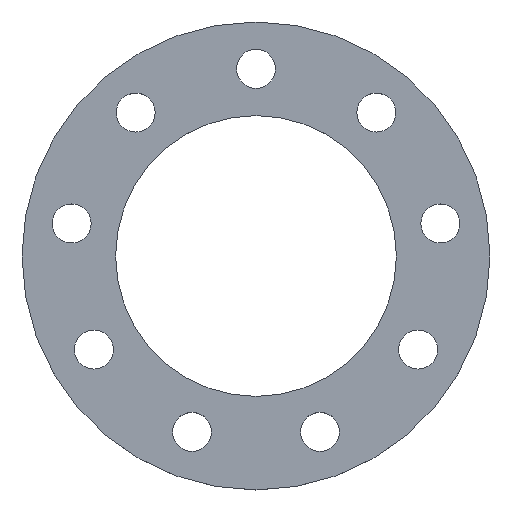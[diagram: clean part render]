
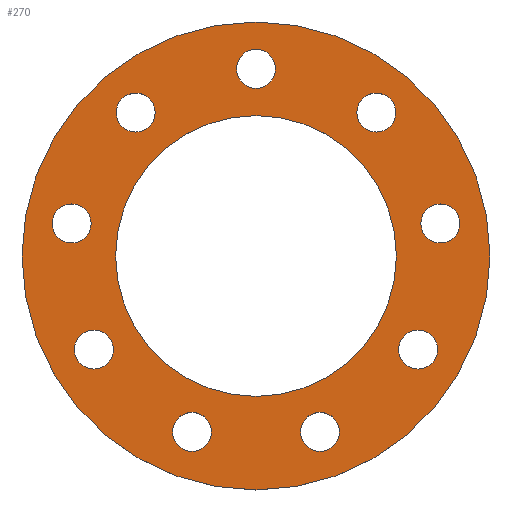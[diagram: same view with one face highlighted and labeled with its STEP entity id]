
A CAD part, top view. The second image highlights one B-rep face of the part: STEP entity #270.
In plain terms, the highlighted planar face has unit normal (0, 0, 1).
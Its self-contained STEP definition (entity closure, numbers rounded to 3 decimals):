
#15=FACE_BOUND('',#62,.T.);
#16=FACE_BOUND('',#63,.T.);
#17=FACE_BOUND('',#64,.T.);
#18=FACE_BOUND('',#65,.T.);
#19=FACE_BOUND('',#66,.T.);
#20=FACE_BOUND('',#67,.T.);
#21=FACE_BOUND('',#68,.T.);
#22=FACE_BOUND('',#69,.T.);
#23=FACE_BOUND('',#70,.T.);
#24=FACE_BOUND('',#71,.T.);
#35=PLANE('',#319);
#48=FACE_OUTER_BOUND('',#61,.T.);
#61=EDGE_LOOP('',(#226));
#62=EDGE_LOOP('',(#227));
#63=EDGE_LOOP('',(#228));
#64=EDGE_LOOP('',(#229));
#65=EDGE_LOOP('',(#230));
#66=EDGE_LOOP('',(#231));
#67=EDGE_LOOP('',(#232));
#68=EDGE_LOOP('',(#233));
#69=EDGE_LOOP('',(#234));
#70=EDGE_LOOP('',(#235));
#71=EDGE_LOOP('',(#236));
#105=CIRCLE('',#287,28.575);
#107=CIRCLE('',#290,3.969);
#109=CIRCLE('',#293,3.969);
#111=CIRCLE('',#296,3.969);
#113=CIRCLE('',#299,3.969);
#115=CIRCLE('',#302,3.969);
#117=CIRCLE('',#305,3.969);
#119=CIRCLE('',#308,3.969);
#121=CIRCLE('',#311,3.969);
#123=CIRCLE('',#314,3.969);
#125=CIRCLE('',#317,47.625);
#127=VERTEX_POINT('',#406);
#129=VERTEX_POINT('',#412);
#131=VERTEX_POINT('',#418);
#133=VERTEX_POINT('',#424);
#135=VERTEX_POINT('',#430);
#137=VERTEX_POINT('',#436);
#139=VERTEX_POINT('',#442);
#141=VERTEX_POINT('',#448);
#143=VERTEX_POINT('',#454);
#145=VERTEX_POINT('',#460);
#147=VERTEX_POINT('',#466);
#149=EDGE_CURVE('',#127,#127,#105,.T.);
#152=EDGE_CURVE('',#129,#129,#107,.T.);
#155=EDGE_CURVE('',#131,#131,#109,.T.);
#158=EDGE_CURVE('',#133,#133,#111,.T.);
#161=EDGE_CURVE('',#135,#135,#113,.T.);
#164=EDGE_CURVE('',#137,#137,#115,.T.);
#167=EDGE_CURVE('',#139,#139,#117,.T.);
#170=EDGE_CURVE('',#141,#141,#119,.T.);
#173=EDGE_CURVE('',#143,#143,#121,.T.);
#176=EDGE_CURVE('',#145,#145,#123,.T.);
#179=EDGE_CURVE('',#147,#147,#125,.T.);
#226=ORIENTED_EDGE('',*,*,#179,.T.);
#227=ORIENTED_EDGE('',*,*,#176,.T.);
#228=ORIENTED_EDGE('',*,*,#173,.T.);
#229=ORIENTED_EDGE('',*,*,#170,.T.);
#230=ORIENTED_EDGE('',*,*,#167,.T.);
#231=ORIENTED_EDGE('',*,*,#164,.T.);
#232=ORIENTED_EDGE('',*,*,#161,.T.);
#233=ORIENTED_EDGE('',*,*,#158,.T.);
#234=ORIENTED_EDGE('',*,*,#155,.T.);
#235=ORIENTED_EDGE('',*,*,#152,.T.);
#236=ORIENTED_EDGE('',*,*,#149,.T.);
#270=ADVANCED_FACE('',(#48,#15,#16,#17,#18,#19,#20,#21,#22,#23,#24),#35,
 .T.);
#287=AXIS2_PLACEMENT_3D('',#407,#325,#326);
#290=AXIS2_PLACEMENT_3D('',#413,#332,#333);
#293=AXIS2_PLACEMENT_3D('',#419,#339,#340);
#296=AXIS2_PLACEMENT_3D('',#425,#346,#347);
#299=AXIS2_PLACEMENT_3D('',#431,#353,#354);
#302=AXIS2_PLACEMENT_3D('',#437,#360,#361);
#305=AXIS2_PLACEMENT_3D('',#443,#367,#368);
#308=AXIS2_PLACEMENT_3D('',#449,#374,#375);
#311=AXIS2_PLACEMENT_3D('',#455,#381,#382);
#314=AXIS2_PLACEMENT_3D('',#461,#388,#389);
#317=AXIS2_PLACEMENT_3D('',#467,#395,#396);
#319=AXIS2_PLACEMENT_3D('',#471,#400,#401);
#325=DIRECTION('center_axis',(0.,0.,-1.));
#326=DIRECTION('ref_axis',(1.,0.,0.));
#332=DIRECTION('center_axis',(0.,0.,-1.));
#333=DIRECTION('ref_axis',(1.,0.,0.));
#339=DIRECTION('center_axis',(0.,0.,-1.));
#340=DIRECTION('ref_axis',(1.,0.,0.));
#346=DIRECTION('center_axis',(0.,0.,-1.));
#347=DIRECTION('ref_axis',(1.,0.,0.));
#353=DIRECTION('center_axis',(0.,0.,-1.));
#354=DIRECTION('ref_axis',(1.,0.,0.));
#360=DIRECTION('center_axis',(0.,0.,-1.));
#361=DIRECTION('ref_axis',(1.,0.,0.));
#367=DIRECTION('center_axis',(0.,0.,-1.));
#368=DIRECTION('ref_axis',(1.,0.,0.));
#374=DIRECTION('center_axis',(0.,0.,-1.));
#375=DIRECTION('ref_axis',(1.,0.,0.));
#381=DIRECTION('center_axis',(0.,0.,-1.));
#382=DIRECTION('ref_axis',(1.,0.,0.));
#388=DIRECTION('center_axis',(0.,0.,-1.));
#389=DIRECTION('ref_axis',(1.,0.,0.));
#395=DIRECTION('center_axis',(0.,0.,1.));
#396=DIRECTION('ref_axis',(1.,0.,0.));
#400=DIRECTION('center_axis',(0.,0.,1.));
#401=DIRECTION('ref_axis',(1.,0.,0.));
#406=CARTESIAN_POINT('',(-28.575,0.,3.));
#407=CARTESIAN_POINT('Origin',(0.,0.,
3.));
#412=CARTESIAN_POINT('',(-3.969,38.1,3.));
#413=CARTESIAN_POINT('Origin',(0.,38.1,3.));
#418=CARTESIAN_POINT('',(33.552,6.616,3.));
#419=CARTESIAN_POINT('Origin',(37.521,6.616,3.));
#424=CARTESIAN_POINT('',(20.521,29.186,3.));
#425=CARTESIAN_POINT('Origin',(24.49,29.186,3.));
#430=CARTESIAN_POINT('',(-36.964,-19.05,3.));
#431=CARTESIAN_POINT('Origin',(-32.996,-19.05,3.));
#436=CARTESIAN_POINT('',(29.027,-19.05,3.));
#437=CARTESIAN_POINT('Origin',(32.996,-19.05,3.));
#442=CARTESIAN_POINT('',(-28.459,29.186,3.));
#443=CARTESIAN_POINT('Origin',(-24.49,29.186,3.));
#448=CARTESIAN_POINT('',(9.062,-35.802,3.));
#449=CARTESIAN_POINT('Origin',(13.031,-35.802,3.));
#454=CARTESIAN_POINT('',(-17.,-35.802,3.));
#455=CARTESIAN_POINT('Origin',(-13.031,-35.802,3.));
#460=CARTESIAN_POINT('',(-41.49,6.616,3.));
#461=CARTESIAN_POINT('Origin',(-37.521,6.616,3.));
#466=CARTESIAN_POINT('',(-47.625,0.,3.));
#467=CARTESIAN_POINT('Origin',(0.,0.,
3.));
#471=CARTESIAN_POINT('Origin',(0.,0.,3.));
